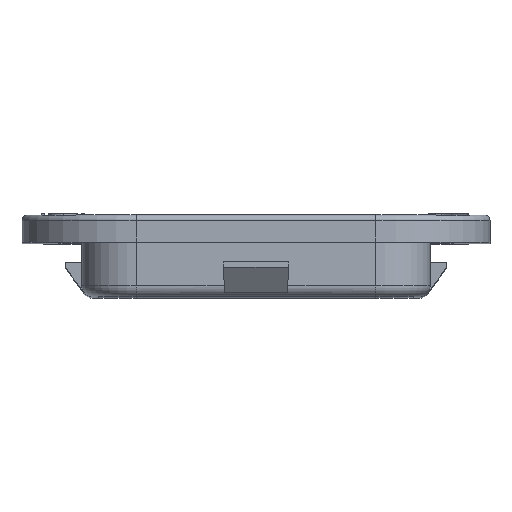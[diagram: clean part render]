
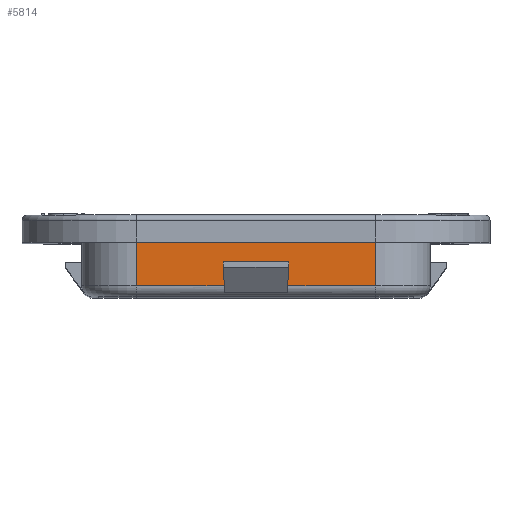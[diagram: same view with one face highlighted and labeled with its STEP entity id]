
A CAD part, top view. The second image highlights one B-rep face of the part: STEP entity #5814.
In plain terms, the highlighted planar face has unit normal (0, 0, 1).
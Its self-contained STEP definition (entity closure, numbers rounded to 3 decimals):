
#533=DIRECTION('',(1.,0.,0.));
#534=VECTOR('',#533,9.);
#535=CARTESIAN_POINT('',(9.,7.5,45.));
#536=LINE('',#535,#534);
#1158=DIRECTION('',(1.,0.,0.));
#1159=VECTOR('',#1158,6.587);
#1160=CARTESIAN_POINT('',(17.913,5.,45.));
#1161=LINE('',#1160,#1159);
#1174=DIRECTION('',(1.,0.,0.));
#1175=VECTOR('',#1174,6.587);
#1176=CARTESIAN_POINT('',(2.5,5.,45.));
#1177=LINE('',#1176,#1175);
#1383=DIRECTION('',(0.,1.,0.));
#1384=VECTOR('',#1383,4.);
#1385=CARTESIAN_POINT('',(2.5,1.,45.));
#1386=LINE('',#1385,#1384);
#1387=DIRECTION('',(0.035,-0.999,0.));
#1388=VECTOR('',#1387,2.502);
#1389=CARTESIAN_POINT('',(9.,7.5,45.));
#1390=LINE('',#1389,#1388);
#1391=DIRECTION('',(0.035,0.999,0.));
#1392=VECTOR('',#1391,2.502);
#1393=CARTESIAN_POINT('',(17.913,5.,45.));
#1394=LINE('',#1393,#1392);
#1395=DIRECTION('',(-0.035,-0.999,0.));
#1396=VECTOR('',#1395,2.201);
#1397=CARTESIAN_POINT('',(16.5,3.2,45.));
#1398=LINE('',#1397,#1396);
#1399=DIRECTION('',(-0.035,0.999,0.));
#1400=VECTOR('',#1399,2.201);
#1401=CARTESIAN_POINT('',(10.577,1.,45.));
#1402=LINE('',#1401,#1400);
#1415=DIRECTION('',(0.,-1.,0.));
#1416=VECTOR('',#1415,4.);
#1417=CARTESIAN_POINT('',(24.5,5.,45.));
#1418=LINE('',#1417,#1416);
#1613=DIRECTION('',(-1.,0.,0.));
#1614=VECTOR('',#1613,8.077);
#1615=CARTESIAN_POINT('',(10.577,1.,45.));
#1616=LINE('',#1615,#1614);
#1631=DIRECTION('',(-1.,0.,0.));
#1632=VECTOR('',#1631,8.077);
#1633=CARTESIAN_POINT('',(24.5,1.,45.));
#1634=LINE('',#1633,#1632);
#1655=DIRECTION('',(-1.,0.,0.));
#1656=VECTOR('',#1655,6.);
#1657=CARTESIAN_POINT('',(16.5,3.2,45.));
#1658=LINE('',#1657,#1656);
#4473=CARTESIAN_POINT('',(18.,7.5,45.));
#4475=VERTEX_POINT('',#4473);
#4479=CARTESIAN_POINT('',(9.,7.5,45.));
#4480=VERTEX_POINT('',#4479);
#4565=CARTESIAN_POINT('',(2.5,1.,45.));
#4566=CARTESIAN_POINT('',(2.5,5.,45.));
#4567=VERTEX_POINT('',#4565);
#4568=VERTEX_POINT('',#4566);
#4569=CARTESIAN_POINT('',(10.577,1.,45.));
#4570=VERTEX_POINT('',#4569);
#4571=CARTESIAN_POINT('',(16.5,3.2,45.));
#4572=CARTESIAN_POINT('',(10.5,3.2,45.));
#4573=VERTEX_POINT('',#4571);
#4574=VERTEX_POINT('',#4572);
#4575=CARTESIAN_POINT('',(24.5,1.,45.));
#4576=CARTESIAN_POINT('',(16.423,1.,45.));
#4577=VERTEX_POINT('',#4575);
#4578=VERTEX_POINT('',#4576);
#4579=CARTESIAN_POINT('',(24.5,5.,45.));
#4580=VERTEX_POINT('',#4579);
#4581=CARTESIAN_POINT('',(17.913,5.,45.));
#4582=VERTEX_POINT('',#4581);
#4583=CARTESIAN_POINT('',(9.087,5.,45.));
#4584=VERTEX_POINT('',#4583);
#5787=CARTESIAN_POINT('',(0.299,8.151,45.));
#5788=DIRECTION('',(0.,0.,1.));
#5789=DIRECTION('',(1.,0.,0.));
#5790=AXIS2_PLACEMENT_3D('',#5787,#5788,#5789);
#5791=PLANE('',#5790);
#5792=ORIENTED_EDGE('',*,*,#5780,.T.);
#5793=ORIENTED_EDGE('',*,*,#5452,.T.);
#5795=ORIENTED_EDGE('',*,*,#5794,.F.);
#5796=ORIENTED_EDGE('',*,*,#5209,.T.);
#5798=ORIENTED_EDGE('',*,*,#5797,.F.);
#5799=ORIENTED_EDGE('',*,*,#5444,.T.);
#5801=ORIENTED_EDGE('',*,*,#5800,.T.);
#5803=ORIENTED_EDGE('',*,*,#5802,.T.);
#5805=ORIENTED_EDGE('',*,*,#5804,.F.);
#5807=ORIENTED_EDGE('',*,*,#5806,.T.);
#5809=ORIENTED_EDGE('',*,*,#5808,.F.);
#5811=ORIENTED_EDGE('',*,*,#5810,.T.);
#5812=EDGE_LOOP('',(#5792,#5793,#5795,#5796,#5798,#5799,#5801,#5803,#5805,#5807,
#5809,#5811));
#5813=FACE_OUTER_BOUND('',#5812,.F.);
#5814=ADVANCED_FACE('',(#5813),#5791,.T.);
#5209=EDGE_CURVE('',#4480,#4475,#536,.T.);
#5444=EDGE_CURVE('',#4582,#4580,#1161,.T.);
#5452=EDGE_CURVE('',#4568,#4584,#1177,.T.);
#5780=EDGE_CURVE('',#4567,#4568,#1386,.T.);
#5794=EDGE_CURVE('',#4480,#4584,#1390,.T.);
#5797=EDGE_CURVE('',#4582,#4475,#1394,.T.);
#5800=EDGE_CURVE('',#4580,#4577,#1418,.T.);
#5802=EDGE_CURVE('',#4577,#4578,#1634,.T.);
#5804=EDGE_CURVE('',#4573,#4578,#1398,.T.);
#5806=EDGE_CURVE('',#4573,#4574,#1658,.T.);
#5808=EDGE_CURVE('',#4570,#4574,#1402,.T.);
#5810=EDGE_CURVE('',#4570,#4567,#1616,.T.);
